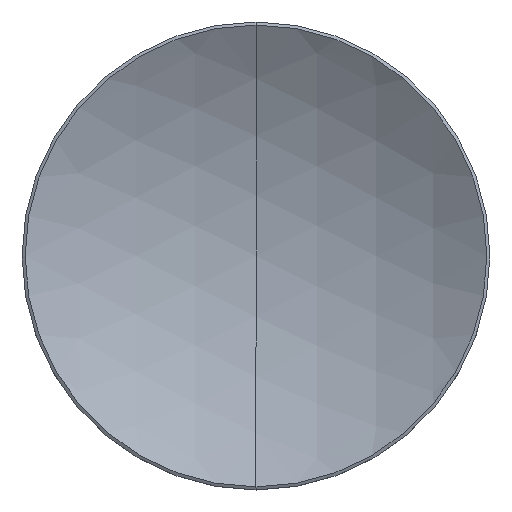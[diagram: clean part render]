
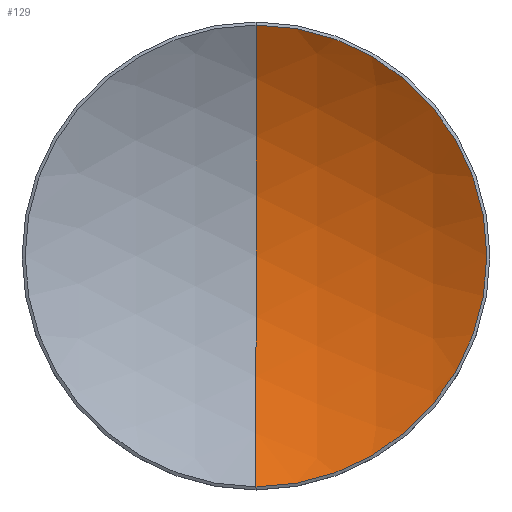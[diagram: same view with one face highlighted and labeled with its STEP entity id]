
A CAD part, top view. The second image highlights one B-rep face of the part: STEP entity #129.
In plain terms, the highlighted spherical face has radius 23.266 mm.
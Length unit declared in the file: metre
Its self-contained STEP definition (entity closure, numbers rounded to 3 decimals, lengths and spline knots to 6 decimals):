
#2 = CARTESIAN_POINT ( 'NONE',  ( 0., 0., 0.025266 ) ) ;
#8 = CARTESIAN_POINT ( 'NONE',  ( 0., 0., 0.025266 ) ) ;
#41 = VERTEX_POINT ( 'NONE', #158 ) ;
#44 = CARTESIAN_POINT ( 'NONE',  ( 0., 0., 0.002 ) ) ;
#45 = EDGE_CURVE ( 'NONE', #297, #70, #179, .T. ) ;
#48 = CARTESIAN_POINT ( 'NONE',  ( 0., 0.012532, 0.005663 ) ) ;
#55 = AXIS2_PLACEMENT_3D ( 'NONE', #205, #246, #243 ) ;
#65 = DIRECTION ( 'NONE',  ( 0., -1., 0. ) ) ;
#70 = VERTEX_POINT ( 'NONE', #48 ) ;
#94 = FACE_OUTER_BOUND ( 'NONE', #139, .T. ) ;
#106 = SPHERICAL_SURFACE ( 'NONE', #230, 0.023266 ) ;
#129 = ADVANCED_FACE ( 'NONE', ( #94 ), #106, .F. ) ;
#139 = EDGE_LOOP ( 'NONE', ( #247, #201, #253 ) ) ;
#158 = CARTESIAN_POINT ( 'NONE',  ( 0., -0.012532, 0.005663 ) ) ;
#161 = DIRECTION ( 'NONE',  ( -1., 0., 0. ) ) ;
#162 = DIRECTION ( 'NONE',  ( 0., -1., 0. ) ) ;
#179 = CIRCLE ( 'NONE', #55, 0.023266 ) ;
#180 = CIRCLE ( 'NONE', #321, 0.012532 ) ;
#201 = ORIENTED_EDGE ( 'NONE', *, *, #223, .T. ) ;
#205 = CARTESIAN_POINT ( 'NONE',  ( 0., 0., 0.025266 ) ) ;
#219 = AXIS2_PLACEMENT_3D ( 'NONE', #8, #302, #162 ) ;
#223 = EDGE_CURVE ( 'NONE', #297, #41, #296, .T. ) ;
#230 = AXIS2_PLACEMENT_3D ( 'NONE', #2, #161, #270 ) ;
#243 = DIRECTION ( 'NONE',  ( 0., 0., -1. ) ) ;
#246 = DIRECTION ( 'NONE',  ( 1., 0., 0. ) ) ;
#247 = ORIENTED_EDGE ( 'NONE', *, *, #45, .F. ) ;
#253 = ORIENTED_EDGE ( 'NONE', *, *, #271, .T. ) ;
#262 = DIRECTION ( 'NONE',  ( 0., 0., 1. ) ) ;
#270 = DIRECTION ( 'NONE',  ( 0., 1., 0. ) ) ;
#271 = EDGE_CURVE ( 'NONE', #41, #70, #180, .T. ) ;
#296 = CIRCLE ( 'NONE', #219, 0.023266 ) ;
#297 = VERTEX_POINT ( 'NONE', #44 ) ;
#302 = DIRECTION ( 'NONE',  ( -1., 0., 0. ) ) ;
#314 = CARTESIAN_POINT ( 'NONE',  ( 0., 0., 0.005663 ) ) ;
#321 = AXIS2_PLACEMENT_3D ( 'NONE', #314, #262, #65 ) ;
